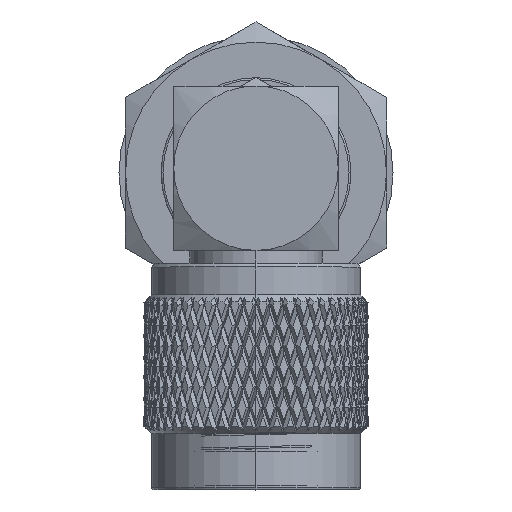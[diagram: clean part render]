
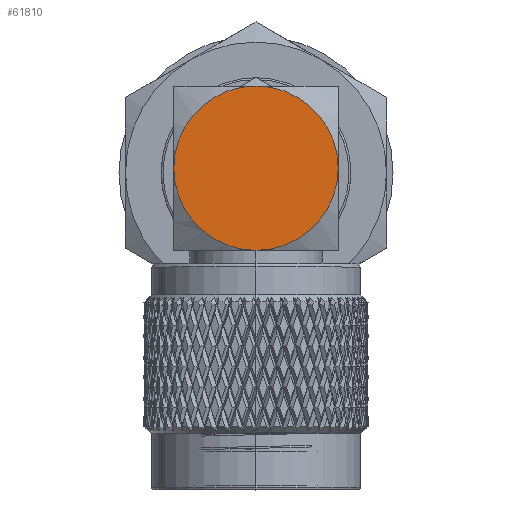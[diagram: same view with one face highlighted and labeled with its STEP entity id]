
A CAD part, top view. The second image highlights one B-rep face of the part: STEP entity #61810.
In plain terms, the highlighted face is planar.
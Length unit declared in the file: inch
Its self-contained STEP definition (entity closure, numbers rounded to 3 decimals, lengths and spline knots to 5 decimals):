
#1425 = DIRECTION ( 'NONE',  ( -1., 0., 0. ) ) ;
#5068 = PLANE ( 'NONE',  #19751 ) ;
#9940 = CARTESIAN_POINT ( 'NONE',  ( 0.8465, -0.2165, -0.2165 ) ) ;
#10638 = DIRECTION ( 'NONE',  ( 0., 0., 1. ) ) ;
#11114 = CIRCLE ( 'NONE', #101740, 0.2165 ) ;
#13678 = CIRCLE ( 'NONE', #58772, 0.2165 ) ;
#15242 = EDGE_CURVE ( 'NONE', #35667, #27974, #11114, .T. ) ;
#19153 = DIRECTION ( 'NONE',  ( -1., 0., 0. ) ) ;
#19751 = AXIS2_PLACEMENT_3D ( 'NONE', #23711, #56741, #39629 ) ;
#21761 = CARTESIAN_POINT ( 'NONE',  ( 0.8465, 0., -0.2165 ) ) ;
#23711 = CARTESIAN_POINT ( 'NONE',  ( 0.63, -0.2165, -0.2165 ) ) ;
#27974 = VERTEX_POINT ( 'NONE', #9940 ) ;
#28578 = CARTESIAN_POINT ( 'NONE',  ( 0.8465, 0.2165, -0.2165 ) ) ;
#29258 = ORIENTED_EDGE ( 'NONE', *, *, #108044, .F. ) ;
#32944 = AXIS2_PLACEMENT_3D ( 'NONE', #67649, #50190, #110993 ) ;
#35667 = VERTEX_POINT ( 'NONE', #61058 ) ;
#39629 = DIRECTION ( 'NONE',  ( -1., 0., 0. ) ) ;
#44548 = DIRECTION ( 'NONE',  ( 0., 0., 1. ) ) ;
#50190 = DIRECTION ( 'NONE',  ( 0., 0., 1. ) ) ;
#56741 = DIRECTION ( 'NONE',  ( 0., 0., -1. ) ) ;
#57792 = FACE_OUTER_BOUND ( 'NONE', #67207, .T. ) ;
#58772 = AXIS2_PLACEMENT_3D ( 'NONE', #21761, #75206, #74070 ) ;
#59017 = ORIENTED_EDGE ( 'NONE', *, *, #15242, .F. ) ;
#59974 = AXIS2_PLACEMENT_3D ( 'NONE', #106295, #10638, #1425 ) ;
#61058 = CARTESIAN_POINT ( 'NONE',  ( 0.63, 0., -0.2165 ) ) ;
#61810 = ADVANCED_FACE ( 'NONE', ( #57792 ), #5068, .T. ) ;
#62482 = ORIENTED_EDGE ( 'NONE', *, *, #67934, .F. ) ;
#64586 = VERTEX_POINT ( 'NONE', #28578 ) ;
#66984 = CIRCLE ( 'NONE', #59974, 0.2165 ) ;
#67207 = EDGE_LOOP ( 'NONE', ( #59017, #29258, #62482, #71009 ) ) ;
#67649 = CARTESIAN_POINT ( 'NONE',  ( 0.8465, 0., -0.2165 ) ) ;
#67934 = EDGE_CURVE ( 'NONE', #104906, #64586, #68016, .T. ) ;
#68016 = CIRCLE ( 'NONE', #32944, 0.2165 ) ;
#71009 = ORIENTED_EDGE ( 'NONE', *, *, #79576, .F. ) ;
#73437 = CARTESIAN_POINT ( 'NONE',  ( 1.063, 0., -0.2165 ) ) ;
#74070 = DIRECTION ( 'NONE',  ( -1., 0., 0. ) ) ;
#75206 = DIRECTION ( 'NONE',  ( 0., 0., 1. ) ) ;
#79576 = EDGE_CURVE ( 'NONE', #27974, #104906, #66984, .T. ) ;
#79851 = CARTESIAN_POINT ( 'NONE',  ( 0.8465, 0., -0.2165 ) ) ;
#101740 = AXIS2_PLACEMENT_3D ( 'NONE', #79851, #44548, #19153 ) ;
#104906 = VERTEX_POINT ( 'NONE', #73437 ) ;
#106295 = CARTESIAN_POINT ( 'NONE',  ( 0.8465, 0., -0.2165 ) ) ;
#108044 = EDGE_CURVE ( 'NONE', #64586, #35667, #13678, .T. ) ;
#110993 = DIRECTION ( 'NONE',  ( 1., 0., 0. ) ) ;
